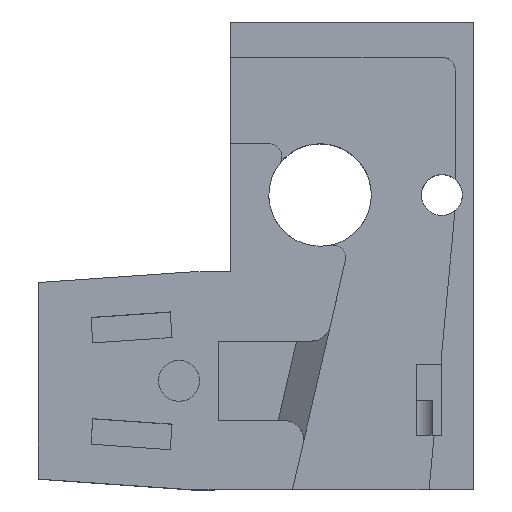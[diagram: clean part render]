
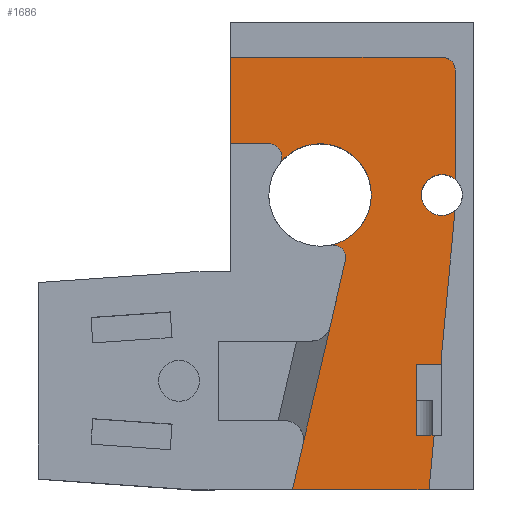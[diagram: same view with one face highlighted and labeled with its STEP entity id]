
A CAD part, top view. The second image highlights one B-rep face of the part: STEP entity #1686.
In plain terms, the highlighted planar face has unit normal (0, 0, 1).
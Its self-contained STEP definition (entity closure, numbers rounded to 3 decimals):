
#100=LINE('',#2505,#271);
#104=LINE('',#2511,#275);
#116=LINE('',#2543,#287);
#117=LINE('',#2545,#288);
#118=LINE('',#2547,#289);
#119=LINE('',#2549,#290);
#120=LINE('',#2551,#291);
#121=LINE('',#2553,#292);
#122=LINE('',#2555,#293);
#123=LINE('',#2557,#294);
#124=LINE('',#2561,#295);
#125=LINE('',#2565,#296);
#126=LINE('',#2567,#297);
#127=LINE('',#2569,#298);
#271=VECTOR('',#1994,1000.);
#275=VECTOR('',#2000,1000.);
#287=VECTOR('',#2030,10.);
#288=VECTOR('',#2031,1000.);
#289=VECTOR('',#2032,1000.);
#290=VECTOR('',#2033,1000.);
#291=VECTOR('',#2034,1000.);
#292=VECTOR('',#2035,1000.);
#293=VECTOR('',#2036,10.);
#294=VECTOR('',#2037,1000.);
#295=VECTOR('',#2040,1000.);
#296=VECTOR('',#2043,1000.);
#297=VECTOR('',#2044,1000.);
#298=VECTOR('',#2045,1000.);
#451=FACE_OUTER_BOUND('',#551,.T.);
#551=EDGE_LOOP('',(#1206,#1207,#1208,#1209,#1210,#1211,#1212,#1213,#1214,
#1215,#1216,#1217,#1218,#1219,#1220,#1221,#1222,#1223,#1224));
#684=CIRCLE('',#1798,1.6);
#685=CIRCLE('',#1799,1.);
#686=CIRCLE('',#1800,1.);
#687=CIRCLE('',#1801,4.);
#688=CIRCLE('',#1802,1.);
#731=VERTEX_POINT('',#2430);
#763=VERTEX_POINT('',#2499);
#764=VERTEX_POINT('',#2504);
#776=VERTEX_POINT('',#2542);
#777=VERTEX_POINT('',#2544);
#778=VERTEX_POINT('',#2546);
#779=VERTEX_POINT('',#2548);
#780=VERTEX_POINT('',#2550);
#781=VERTEX_POINT('',#2552);
#782=VERTEX_POINT('',#2554);
#783=VERTEX_POINT('',#2556);
#784=VERTEX_POINT('',#2558);
#785=VERTEX_POINT('',#2560);
#786=VERTEX_POINT('',#2562);
#787=VERTEX_POINT('',#2564);
#788=VERTEX_POINT('',#2566);
#789=VERTEX_POINT('',#2568);
#790=VERTEX_POINT('',#2570);
#791=VERTEX_POINT('',#2572);
#933=EDGE_CURVE('',#763,#764,#100,.T.);
#937=EDGE_CURVE('',#731,#763,#104,.T.);
#952=EDGE_CURVE('',#776,#731,#116,.T.);
#953=EDGE_CURVE('',#776,#777,#117,.T.);
#954=EDGE_CURVE('',#778,#777,#118,.T.);
#955=EDGE_CURVE('',#779,#778,#119,.T.);
#956=EDGE_CURVE('',#780,#779,#120,.T.);
#957=EDGE_CURVE('',#781,#780,#121,.T.);
#958=EDGE_CURVE('',#782,#781,#122,.T.);
#959=EDGE_CURVE('',#783,#782,#123,.T.);
#960=EDGE_CURVE('',#783,#784,#684,.T.);
#961=EDGE_CURVE('',#785,#784,#124,.T.);
#962=EDGE_CURVE('',#786,#785,#685,.T.);
#963=EDGE_CURVE('',#787,#786,#125,.T.);
#964=EDGE_CURVE('',#787,#788,#126,.T.);
#965=EDGE_CURVE('',#789,#788,#127,.T.);
#966=EDGE_CURVE('',#790,#789,#686,.T.);
#967=EDGE_CURVE('',#790,#791,#687,.T.);
#968=EDGE_CURVE('',#764,#791,#688,.T.);
#1206=ORIENTED_EDGE('',*,*,#952,.F.);
#1207=ORIENTED_EDGE('',*,*,#953,.T.);
#1208=ORIENTED_EDGE('',*,*,#954,.F.);
#1209=ORIENTED_EDGE('',*,*,#955,.F.);
#1210=ORIENTED_EDGE('',*,*,#956,.F.);
#1211=ORIENTED_EDGE('',*,*,#957,.F.);
#1212=ORIENTED_EDGE('',*,*,#958,.F.);
#1213=ORIENTED_EDGE('',*,*,#959,.F.);
#1214=ORIENTED_EDGE('',*,*,#960,.T.);
#1215=ORIENTED_EDGE('',*,*,#961,.F.);
#1216=ORIENTED_EDGE('',*,*,#962,.F.);
#1217=ORIENTED_EDGE('',*,*,#963,.F.);
#1218=ORIENTED_EDGE('',*,*,#964,.T.);
#1219=ORIENTED_EDGE('',*,*,#965,.F.);
#1220=ORIENTED_EDGE('',*,*,#966,.F.);
#1221=ORIENTED_EDGE('',*,*,#967,.T.);
#1222=ORIENTED_EDGE('',*,*,#968,.F.);
#1223=ORIENTED_EDGE('',*,*,#933,.F.);
#1224=ORIENTED_EDGE('',*,*,#937,.F.);
#1615=PLANE('',#1797);
#1686=ADVANCED_FACE('',(#451),#1615,.T.);
#1797=AXIS2_PLACEMENT_3D('',#2541,#2028,#2029);
#1798=AXIS2_PLACEMENT_3D('',#2559,#2038,#2039);
#1799=AXIS2_PLACEMENT_3D('',#2563,#2041,#2042);
#1800=AXIS2_PLACEMENT_3D('',#2571,#2046,#2047);
#1801=AXIS2_PLACEMENT_3D('',#2573,#2048,#2049);
#1802=AXIS2_PLACEMENT_3D('',#2574,#2050,#2051);
#1994=DIRECTION('',(0.225,0.974,0.));
#2000=DIRECTION('',(0.225,0.974,0.));
#2028=DIRECTION('center_axis',(0.,0.,
1.));
#2029=DIRECTION('ref_axis',(0.,-1.,0.));
#2030=DIRECTION('',(0.225,0.974,0.));
#2031=DIRECTION('',(1.,0.,0.));
#2032=DIRECTION('',(-0.093,-0.996,0.));
#2033=DIRECTION('',(1.,0.,0.));
#2034=DIRECTION('',(0.,-1.,0.));
#2035=DIRECTION('',(-1.,0.,0.));
#2036=DIRECTION('',(0.,-1.,0.));
#2037=DIRECTION('',(-0.093,-0.996,0.));
#2038=DIRECTION('center_axis',(0.,0.,
-1.));
#2039=DIRECTION('ref_axis',(1.,0.,0.));
#2040=DIRECTION('',(0.,-1.,0.));
#2041=DIRECTION('center_axis',(0.,0.,
-1.));
#2042=DIRECTION('ref_axis',(0.707,0.707,0.));
#2043=DIRECTION('',(1.,0.,0.));
#2044=DIRECTION('',(0.,-1.,0.));
#2045=DIRECTION('',(-1.,0.,0.));
#2046=DIRECTION('center_axis',(0.,0.,
1.));
#2047=DIRECTION('ref_axis',(0.894,0.447,0.));
#2048=DIRECTION('center_axis',(0.,0.,
-1.));
#2049=DIRECTION('ref_axis',(1.,0.,0.));
#2050=DIRECTION('center_axis',(0.,0.,
1.));
#2051=DIRECTION('ref_axis',(0.716,0.698,0.));
#2430=CARTESIAN_POINT('',(-5.253,10.341,-2.015));
#2499=CARTESIAN_POINT('',(-3.13,19.541,-2.015));
#2504=CARTESIAN_POINT('',(-1.95,24.654,-2.015));
#2505=CARTESIAN_POINT('',(-1.351,27.25,-2.015));
#2511=CARTESIAN_POINT('',(-1.351,27.25,-2.015));
#2541=CARTESIAN_POINT('Origin',(5.58,36.778,-2.015));
#2542=CARTESIAN_POINT('',(-6.075,6.778,-2.015));
#2543=CARTESIAN_POINT('',(-4.471,13.732,-2.015));
#2544=CARTESIAN_POINT('',(4.584,6.778,-2.015));
#2545=CARTESIAN_POINT('',(-1.42,6.778,-2.015));
#2546=CARTESIAN_POINT('',(4.979,11.028,-2.015));
#2547=CARTESIAN_POINT('',(5.967,21.649,-2.015));
#2548=CARTESIAN_POINT('',(3.58,11.028,-2.015));
#2549=CARTESIAN_POINT('',(5.08,11.028,-2.015));
#2550=CARTESIAN_POINT('',(3.58,16.528,-2.015));
#2551=CARTESIAN_POINT('',(3.58,36.778,-2.015));
#2552=CARTESIAN_POINT('',(5.58,16.528,-2.015));
#2553=CARTESIAN_POINT('',(5.08,16.528,-2.015));
#2554=CARTESIAN_POINT('',(5.58,17.482,-2.015));
#2555=CARTESIAN_POINT('',(5.58,18.028,-2.015));
#2556=CARTESIAN_POINT('',(6.61,28.552,-2.015));
#2557=CARTESIAN_POINT('',(5.967,21.649,-2.015));
#2558=CARTESIAN_POINT('',(6.623,30.992,-2.015));
#2559=CARTESIAN_POINT('Origin',(5.581,29.778,-2.015));
#2560=CARTESIAN_POINT('',(6.623,39.528,-2.015));
#2561=CARTESIAN_POINT('',(6.623,36.778,-2.015));
#2562=CARTESIAN_POINT('',(5.623,40.528,-2.015));
#2563=CARTESIAN_POINT('Origin',(5.623,39.528,-2.015));
#2564=CARTESIAN_POINT('',(-10.919,40.528,-2.015));
#2565=CARTESIAN_POINT('',(5.08,40.528,-2.015));
#2566=CARTESIAN_POINT('',(-10.919,33.778,-2.015));
#2567=CARTESIAN_POINT('',(-10.919,35.153,-2.015));
#2568=CARTESIAN_POINT('',(-7.922,33.778,-2.015));
#2569=CARTESIAN_POINT('',(-0.92,33.778,-2.015));
#2570=CARTESIAN_POINT('',(-7.122,32.178,-2.015));
#2571=CARTESIAN_POINT('Origin',(-7.922,32.778,-2.015));
#2572=CARTESIAN_POINT('',(-3.124,25.858,-2.015));
#2573=CARTESIAN_POINT('Origin',(-3.922,29.778,-2.015));
#2574=CARTESIAN_POINT('Origin',(-2.925,24.878,-2.015));
